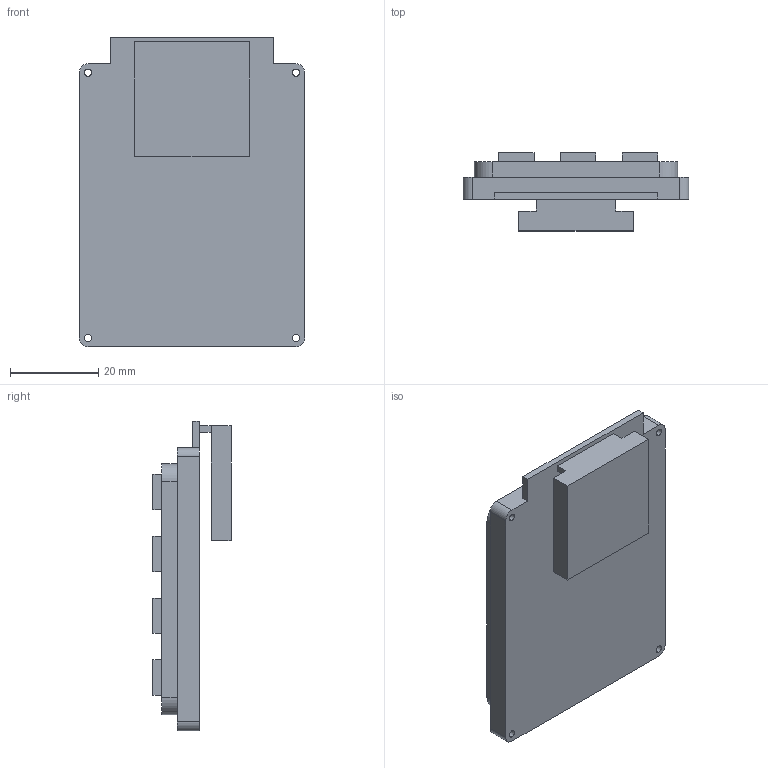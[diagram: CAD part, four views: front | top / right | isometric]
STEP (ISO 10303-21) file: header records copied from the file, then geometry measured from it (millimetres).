
FILE_DESCRIPTION (( 'STEP AP203' ), '1' );
FILE_NAME ('keypad_mock.STEP', '2021-07-29T19:24:33', ( '' ), ( '' ), 'SwSTEP 2.0', 'SolidWorks 2020', '' );
FILE_SCHEMA (( 'CONFIG_CONTROL_DESIGN' ));
Length unit declared in the file: millimetre
Products named in the file (1): keypad_mock
Bounding box: 51 x 17.7 x 70 mm (x, y, z)
Volume: 30329.9 mm3; surface area: 11555.5 mm2
Topology: 1 solids, 1 shells, 287 faces, 756 edges, 504 vertices
Faces by surface type: plane 199, bspline 72, cylinder 16
Entity records: 12939 total; most frequent: CARTESIAN_POINT 6196, ORIENTED_EDGE 1512, DIRECTION 1076, EDGE_CURVE 756, VECTOR 580, LINE 580, VERTEX_POINT 504, EDGE_LOOP 328
